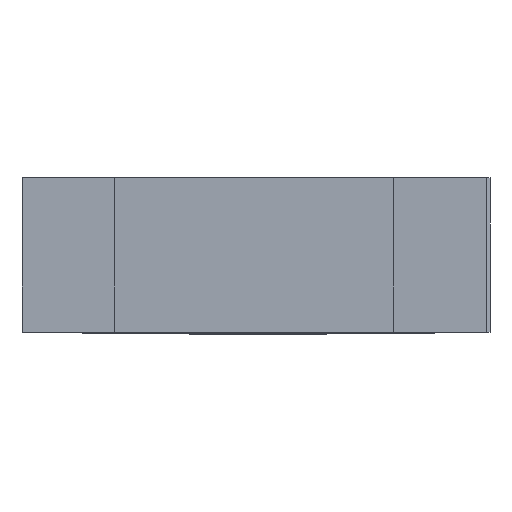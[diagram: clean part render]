
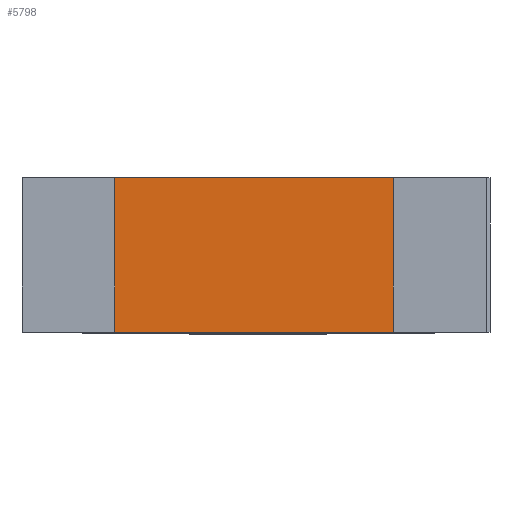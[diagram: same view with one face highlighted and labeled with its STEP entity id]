
A CAD part, top view. The second image highlights one B-rep face of the part: STEP entity #5798.
In plain terms, the highlighted planar face has unit normal (0, 0, 1).
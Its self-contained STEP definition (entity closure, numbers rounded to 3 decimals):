
#445=FACE_OUTER_BOUND('',#727,.T.);
#727=EDGE_LOOP('',(#4666,#4667,#4668,#4669));
#1433=LINE('',#9301,#2167);
#1434=LINE('',#9304,#2168);
#1435=LINE('',#9306,#2169);
#1436=LINE('',#9307,#2170);
#2167=VECTOR('',#7635,7.5);
#2168=VECTOR('',#7638,7.5);
#2169=VECTOR('',#7639,7.5);
#2170=VECTOR('',#7640,7.5);
#2748=VERTEX_POINT('',#9297);
#2749=VERTEX_POINT('',#9299);
#2750=VERTEX_POINT('',#9303);
#2751=VERTEX_POINT('',#9305);
#3567=EDGE_CURVE('',#2748,#2749,#1433,.T.);
#3568=EDGE_CURVE('',#2750,#2748,#1434,.T.);
#3569=EDGE_CURVE('',#2751,#2749,#1435,.T.);
#3570=EDGE_CURVE('',#2750,#2751,#1436,.T.);
#4666=ORIENTED_EDGE('',*,*,#3568,.T.);
#4667=ORIENTED_EDGE('',*,*,#3567,.T.);
#4668=ORIENTED_EDGE('',*,*,#3569,.F.);
#4669=ORIENTED_EDGE('',*,*,#3570,.F.);
#5516=PLANE('',#6209);
#5798=ADVANCED_FACE('',(#445),#5516,.T.);
#6209=AXIS2_PLACEMENT_3D('',#9302,#7636,#7637);
#7635=DIRECTION('',(0.,1.,0.));
#7636=DIRECTION('center_axis',(0.,0.,1.));
#7637=DIRECTION('ref_axis',(1.,0.,0.));
#7638=DIRECTION('',(1.,0.,0.));
#7639=DIRECTION('',(1.,0.,0.));
#7640=DIRECTION('',(0.,1.,0.));
#9297=CARTESIAN_POINT('',(-7.976,0.625,-12.406));
#9299=CARTESIAN_POINT('',(-7.976,15.625,-12.406));
#9301=CARTESIAN_POINT('',(-7.976,0.625,-12.406));
#9302=CARTESIAN_POINT('Origin',(-43.976,0.625,-12.406));
#9303=CARTESIAN_POINT('',(-43.976,0.625,-12.406));
#9304=CARTESIAN_POINT('',(-43.976,0.625,-12.406));
#9305=CARTESIAN_POINT('',(-43.976,15.625,-12.406));
#9306=CARTESIAN_POINT('',(-43.976,15.625,-12.406));
#9307=CARTESIAN_POINT('',(-43.976,0.625,-12.406));
